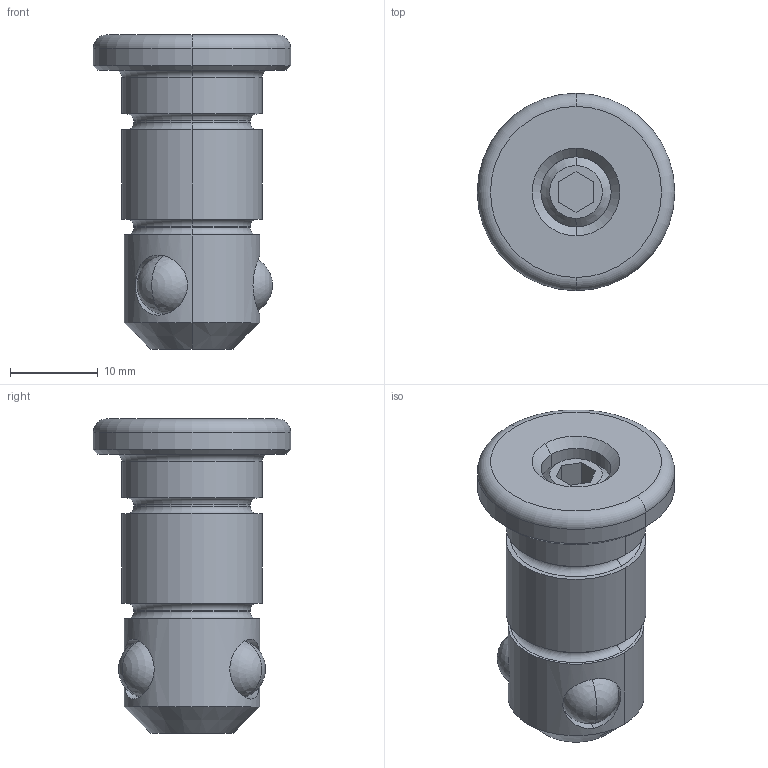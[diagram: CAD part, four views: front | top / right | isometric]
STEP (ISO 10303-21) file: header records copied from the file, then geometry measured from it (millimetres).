
FILE_DESCRIPTION(('STEP AP214'),'1');
FILE_NAME('160522.STP','2011-09-09T11:10:45',(' '),(' '),'Spatial InterOp 3D',' ',' ');
FILE_SCHEMA(('automotive_design'));
Length unit declared in the file: millimetre
Products named in the file (7): Zylinder; Kugel; Gewindestift DIN 914 M5x5
Bounding box: 22.5 x 22.5 x 35.8 mm (x, y, z)
Volume: 6789.9 mm3; surface area: 4727.9 mm2
Topology: 7 solids, 7 shells, 107 faces, 263 edges, 157 vertices
Faces by surface type: plane 31, cylinder 30, cone 24, torus 14, sphere 8
Entity records: 4444 total; most frequent: CARTESIAN_POINT 976, DIRECTION 548, ORIENTED_EDGE 486, EDGE_CURVE 243, AXIS2_PLACEMENT_3D 225, VERTEX_POINT 157, EDGE_LOOP 122, STYLED_ITEM 114
